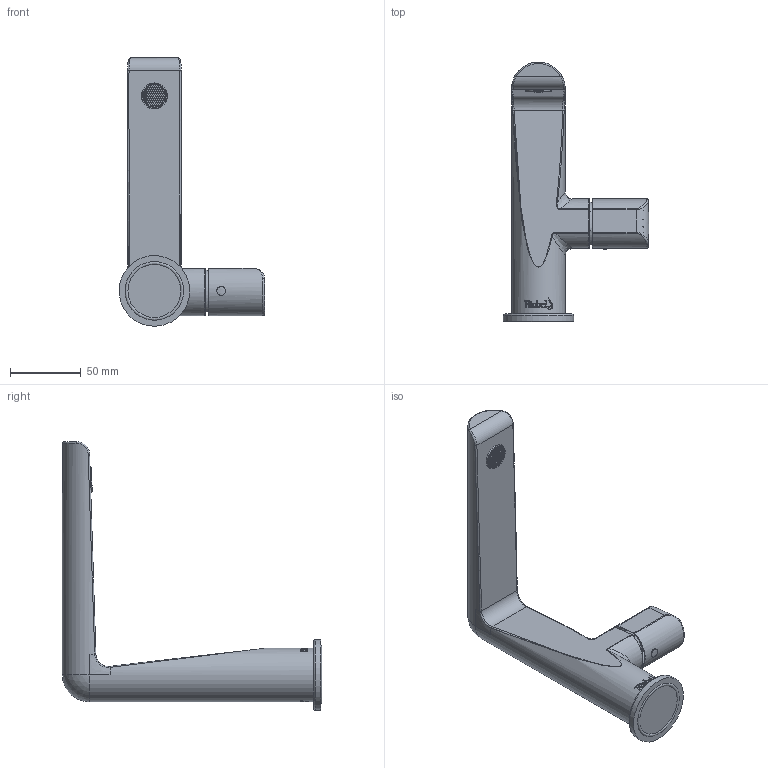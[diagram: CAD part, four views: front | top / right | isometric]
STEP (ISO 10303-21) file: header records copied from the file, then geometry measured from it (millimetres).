
FILE_DESCRIPTION(/* description */ (''),/* implementation_level */ '2;1');
FILE_NAME(/* name */ 'PBS00_3D.stp',/* time_stamp */ '2019-09-16T12:30:35-04:00',/* author */ ('pcossett'),/* organization */ (''),/* preprocessor_version */ 'ST-DEVELOPER v16.13',/* originating_system */ 'Autodesk Inventor 2018',/* authorisation */ '');
FILE_SCHEMA (('AUTOMOTIVE_DESIGN { 1 0 10303 214 3 1 1 }'));
Products named in the file (1): PBS00
Bounding box: 103.18 x 183.48 x 189.99 mm (x, y, z)
Volume: 301164.1 mm3; surface area: 59062.9 mm2
Topology: 2 solids, 2 shells, 1756 faces, 4377 edges, 2644 vertices
Faces by surface type: plane 935, cylinder 533, bspline 191, torus 52, sphere 25, cone 20
Full cylindrical faces by diameter (mm): 3.2 x2, 4.134 x3, 6.2 x1, 10.8 x1, 18 x1, 26 x1, 27.1 x1, 38 x1, 50 x1
Entity records: 66986 total; most frequent: CARTESIAN_POINT 24410, ORIENTED_EDGE 8628, DIRECTION 8309, EDGE_CURVE 4313, AXIS2_PLACEMENT_3D 2898, VERTEX_POINT 2621, LINE 2513, VECTOR 2513
